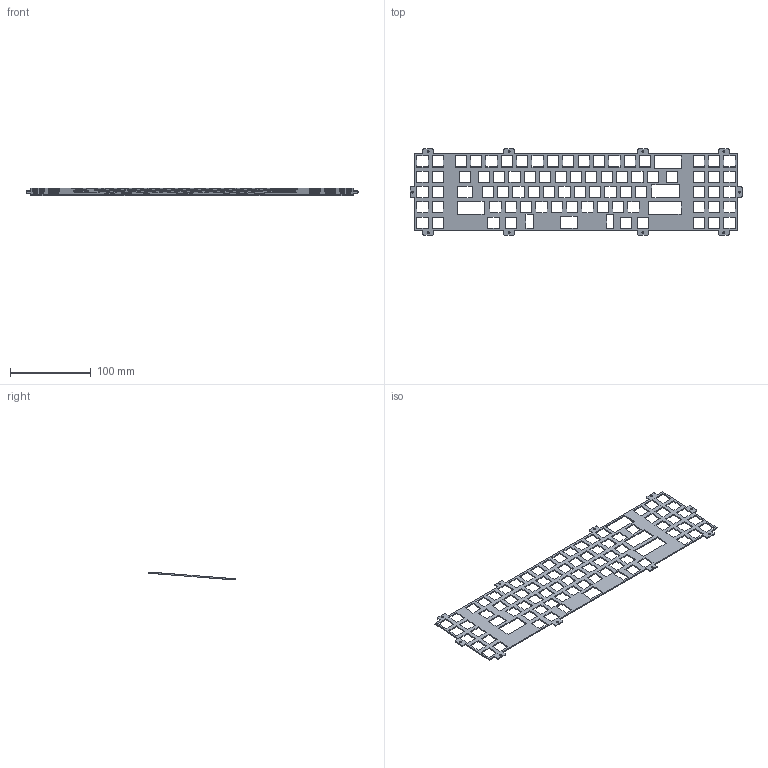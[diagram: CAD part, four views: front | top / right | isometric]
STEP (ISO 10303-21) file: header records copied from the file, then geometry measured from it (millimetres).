
FILE_DESCRIPTION(/* description */ (''),/* implementation_level */ '2;1');
FILE_NAME(/* name */ 'plate.step',/* time_stamp */ '2025-04-24T13:30:10+02:00',/* author */ (''),/* organization */ (''),/* preprocessor_version */ 'ST-DEVELOPER v20.1',/* originating_system */ 'Autodesk Translation Framework v14.4.0.0',/* authorisation */ '');
FILE_SCHEMA (('AUTOMOTIVE_DESIGN { 1 0 10303 214 3 1 1 }'));
Length unit declared in the file: millimetre
Products named in the file (1): Keyboard case
Bounding box: 412.05 x 107.05 x 9.91 mm (x, y, z)
Volume: 30803.7 mm3; surface area: 50298.7 mm2
Topology: 1 solids, 1 shells, 418 faces, 1248 edges, 832 vertices
Faces by surface type: plane 388, bspline 30
Entity records: 14385 total; most frequent: CARTESIAN_POINT 2769, ORIENTED_EDGE 2496, DIRECTION 2086, EDGE_CURVE 1248, LINE 1188, VECTOR 1188, VERTEX_POINT 832, EDGE_LOOP 608
